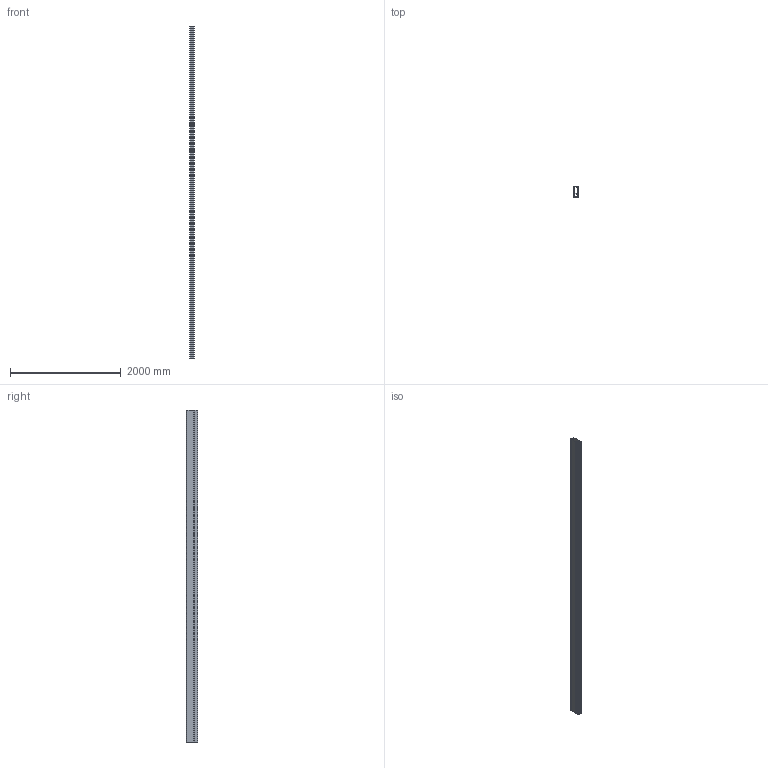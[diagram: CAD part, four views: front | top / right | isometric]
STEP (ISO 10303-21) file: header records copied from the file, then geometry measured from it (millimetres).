
FILE_DESCRIPTION(/* description */ (''),/* implementation_level */ '2;1');
FILE_NAME(/* name */ '10600PAF.stp',/* time_stamp */ '2019-08-14T12:09:05+02:00',/* author */ ('Marc'),/* organization */ (''),/* preprocessor_version */ 'ST-DEVELOPER v17.2',/* originating_system */ 'Autodesk Inventor 2019',/* authorisation */ '');
FILE_SCHEMA (('AUTOMOTIVE_DESIGN { 1 0 10303 214 3 1 1 }'));
Length unit declared in the file: millimetre
Products named in the file (1): 10600PAF
Bounding box: 78 x 200 x 6000 mm (x, y, z)
Volume: 14848106.2 mm3; surface area: 7419216.4 mm2
Topology: 1 solids, 1 shells, 76 faces, 222 edges, 148 vertices
Faces by surface type: cylinder 42, plane 34
Entity records: 2595 total; most frequent: DIRECTION 460, CARTESIAN_POINT 447, ORIENTED_EDGE 444, EDGE_CURVE 222, AXIS2_PLACEMENT_3D 161, VERTEX_POINT 148, LINE 138, VECTOR 138
